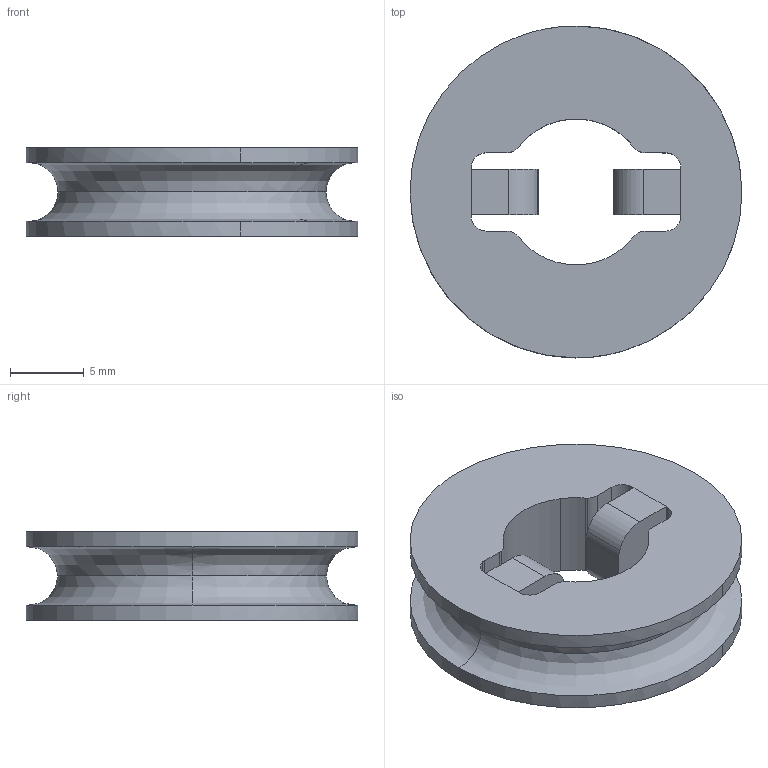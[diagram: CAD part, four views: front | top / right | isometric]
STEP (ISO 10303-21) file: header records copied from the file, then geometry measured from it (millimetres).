
FILE_DESCRIPTION((''),'2;1');
FILE_NAME('CE.stp','2020-04-21T00:21:54',(''),(''),'AutoCAD STEP 2000i','AutoCAD 2000i',', , ');
FILE_SCHEMA(('CONFIG_CONTROL_DESIGN'));
Length unit declared in the file: millimetre
Products named in the file (2): CE; PART1
Assembly tree (1 placements, depth 2):
  CE
    PART1
Bounding box: 22.5 x 22.5 x 6 mm (x, y, z)
Volume: 1429 mm3; surface area: 1524.3 mm2
Topology: 1 solids, 1 shells, 60 faces, 174 edges, 116 vertices
Faces by surface type: cylinder 38, plane 18, bspline 4
Entity records: 9617 total; most frequent: CARTESIAN_POINT 8094, ORIENTED_EDGE 348, DIRECTION 224, EDGE_CURVE 174, VERTEX_POINT 116, B_SPLINE_CURVE_WITH_KNOTS 94, AXIS2_PLACEMENT_3D 86, EDGE_LOOP 62
